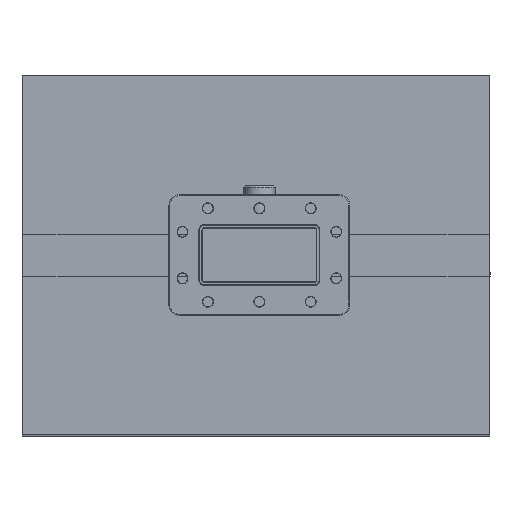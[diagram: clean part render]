
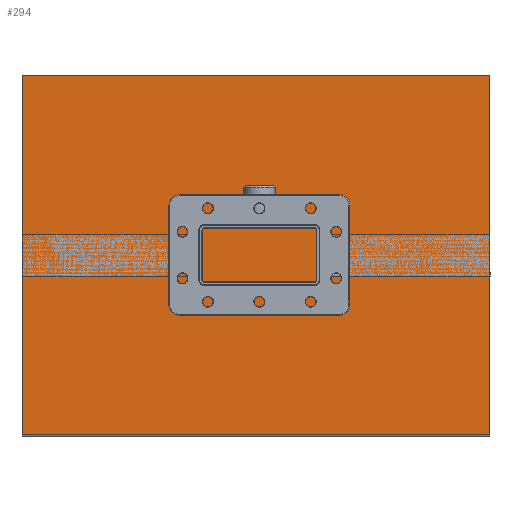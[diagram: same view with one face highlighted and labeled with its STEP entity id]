
A CAD part, top view. The second image highlights one B-rep face of the part: STEP entity #294.
In plain terms, the highlighted planar face has unit normal (0, 0, 1).
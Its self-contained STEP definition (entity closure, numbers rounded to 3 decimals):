
#294 = ADVANCED_FACE ( 'NONE', ( #13455 ), #10538, .T. ) ;
#392 = DIRECTION ( 'NONE',  ( 0., 1., 0. ) ) ;
#427 = DIRECTION ( 'NONE',  ( -1., 0., 0. ) ) ;
#1527 = EDGE_CURVE ( 'NONE', #6343, #12558, #7030, .T. ) ;
#2196 = CARTESIAN_POINT ( 'NONE',  ( -150.125, 113.55, 460. ) ) ;
#3133 = EDGE_CURVE ( 'NONE', #10717, #6343, #8815, .T. ) ;
#3218 = DIRECTION ( 'NONE',  ( 1., 0., 0. ) ) ;
#3424 = CARTESIAN_POINT ( 'NONE',  ( -150.125, -113.55, 460. ) ) ;
#4148 = CARTESIAN_POINT ( 'NONE',  ( -150.125, -113.55, 460. ) ) ;
#5379 = CARTESIAN_POINT ( 'NONE',  ( -150.125, 113.55, 460. ) ) ;
#5531 = VECTOR ( 'NONE', #392, 1000. ) ;
#5825 = EDGE_CURVE ( 'NONE', #12592, #10717, #6923, .T. ) ;
#6343 = VERTEX_POINT ( 'NONE', #10311 ) ;
#6923 = LINE ( 'NONE', #20192, #5531 ) ;
#7030 = LINE ( 'NONE', #5379, #9090 ) ;
#7224 = CARTESIAN_POINT ( 'NONE',  ( 0., 0., 460. ) ) ;
#8262 = ORIENTED_EDGE ( 'NONE', *, *, #3133, .T. ) ;
#8815 = LINE ( 'NONE', #2196, #11840 ) ;
#9090 = VECTOR ( 'NONE', #13850, 1000. ) ;
#10038 = DIRECTION ( 'NONE',  ( 0., 0., 1. ) ) ;
#10129 = DIRECTION ( 'NONE',  ( 1., 0., 0. ) ) ;
#10311 = CARTESIAN_POINT ( 'NONE',  ( -150.125, 113.55, 460. ) ) ;
#10386 = EDGE_LOOP ( 'NONE', ( #17125, #21713, #20797, #8262 ) ) ;
#10538 = PLANE ( 'NONE',  #11940 ) ;
#10717 = VERTEX_POINT ( 'NONE', #13112 ) ;
#11840 = VECTOR ( 'NONE', #427, 1000. ) ;
#11940 = AXIS2_PLACEMENT_3D ( 'NONE', #7224, #10038, #3218 ) ;
#12377 = VECTOR ( 'NONE', #10129, 1000. ) ;
#12558 = VERTEX_POINT ( 'NONE', #4148 ) ;
#12592 = VERTEX_POINT ( 'NONE', #17598 ) ;
#13112 = CARTESIAN_POINT ( 'NONE',  ( 145.875, 113.55, 460. ) ) ;
#13455 = FACE_OUTER_BOUND ( 'NONE', #10386, .T. ) ;
#13850 = DIRECTION ( 'NONE',  ( 0., -1., 0. ) ) ;
#17125 = ORIENTED_EDGE ( 'NONE', *, *, #1527, .T. ) ;
#17126 = EDGE_CURVE ( 'NONE', #12558, #12592, #18518, .T. ) ;
#17598 = CARTESIAN_POINT ( 'NONE',  ( 145.875, -113.55, 460. ) ) ;
#18518 = LINE ( 'NONE', #3424, #12377 ) ;
#20192 = CARTESIAN_POINT ( 'NONE',  ( 145.875, 113.55, 460. ) ) ;
#20797 = ORIENTED_EDGE ( 'NONE', *, *, #5825, .T. ) ;
#21713 = ORIENTED_EDGE ( 'NONE', *, *, #17126, .T. ) ;
